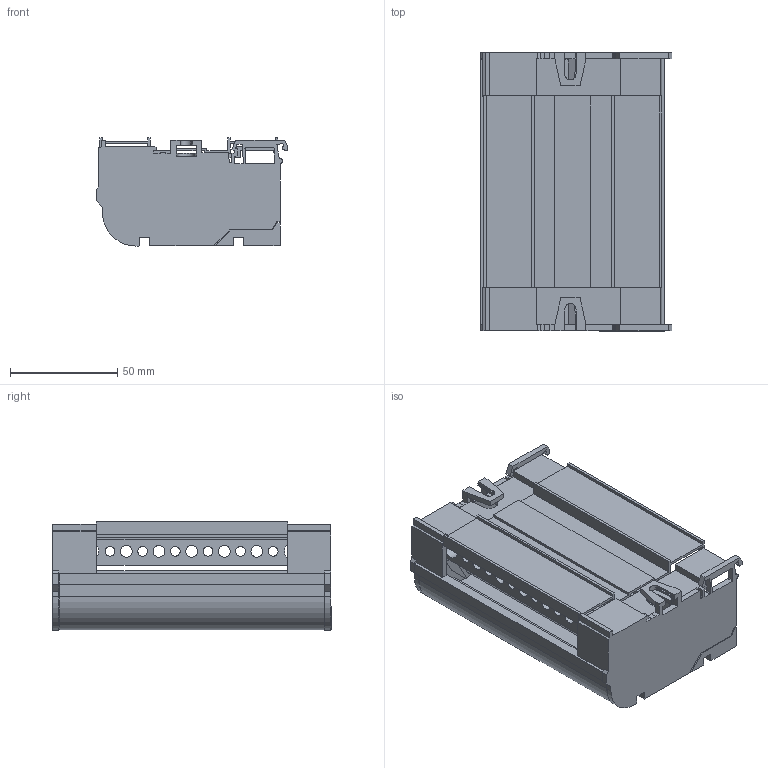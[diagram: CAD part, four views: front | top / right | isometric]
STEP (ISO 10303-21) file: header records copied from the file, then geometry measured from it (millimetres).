
FILE_DESCRIPTION(('STEP AP203'),'1');
FILE_NAME('td-80-100all.stp','2025-03-12T02:06:30',('TraceParts'),('TraceParts S.A.'),'Spatial InterOp 3D',' ',' ');
FILE_SCHEMA(('CONFIG_CONTROL_DESIGN'));
Length unit declared in the file: millimetre
Products named in the file (1): 1
Bounding box: 89.3 x 129.62 x 50.4 mm (x, y, z)
Volume: 103398.9 mm3; surface area: 111076 mm2
Topology: 8 solids, 8 shells, 590 faces, 1694 edges, 1114 vertices
Faces by surface type: plane 420, cylinder 170
Entity records: 19532 total; most frequent: CARTESIAN_POINT 3418, ORIENTED_EDGE 3388, DIRECTION 3228, EDGE_CURVE 1694, LINE 1348, VECTOR 1348, VERTEX_POINT 1114, AXIS2_PLACEMENT_3D 940
